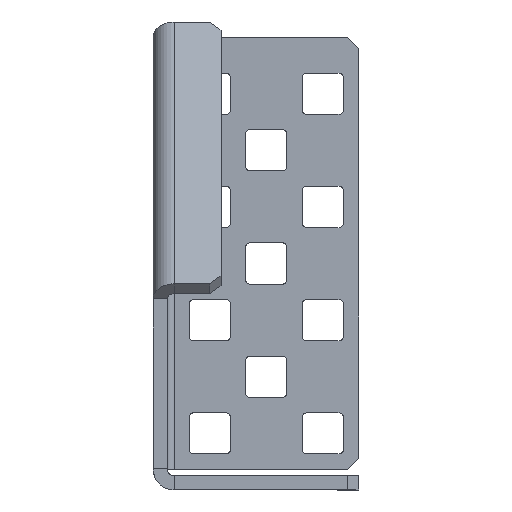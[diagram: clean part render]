
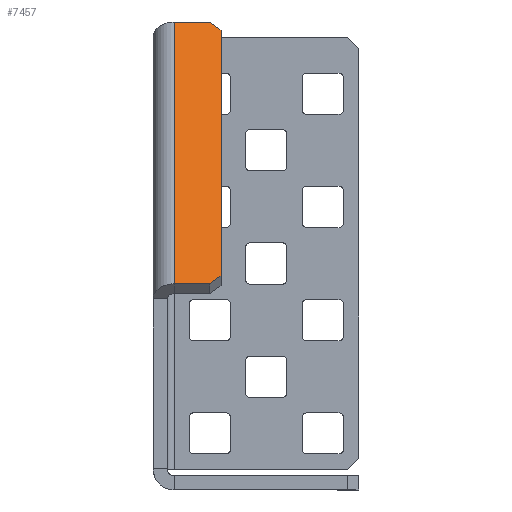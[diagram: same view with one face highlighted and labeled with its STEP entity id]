
A CAD part, left-side view. The second image highlights one B-rep face of the part: STEP entity #7457.
In plain terms, the highlighted planar face has unit normal (-0.707, 0, 0.707).
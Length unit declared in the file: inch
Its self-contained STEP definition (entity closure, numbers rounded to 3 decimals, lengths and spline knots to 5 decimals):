
#821=FACE_OUTER_BOUND('',#1288,.T.);
#1288=EDGE_LOOP('',(#5812,#5813,#5814,#5815,#5816,#5817));
#2038=LINE('',#12590,#2795);
#2042=LINE('',#12598,#2799);
#2043=LINE('',#12601,#2800);
#2046=LINE('',#12608,#2803);
#2047=LINE('',#12609,#2804);
#2048=LINE('',#12610,#2805);
#2795=VECTOR('',#9761,39.37008);
#2799=VECTOR('',#9769,39.37008);
#2800=VECTOR('',#9772,39.37008);
#2803=VECTOR('',#9777,39.37008);
#2804=VECTOR('',#9778,39.37008);
#2805=VECTOR('',#9779,39.37008);
#3878=VERTEX_POINT('',#12579);
#3880=VERTEX_POINT('',#12586);
#3882=VERTEX_POINT('',#12596);
#3883=VERTEX_POINT('',#12600);
#3885=VERTEX_POINT('',#12606);
#3886=VERTEX_POINT('',#12607);
#4642=EDGE_CURVE('',#3880,#3878,#2038,.T.);
#4646=EDGE_CURVE('',#3880,#3882,#2042,.T.);
#4647=EDGE_CURVE('',#3883,#3878,#2043,.T.);
#4650=EDGE_CURVE('',#3885,#3886,#2046,.T.);
#4651=EDGE_CURVE('',#3886,#3883,#2047,.T.);
#4652=EDGE_CURVE('',#3882,#3885,#2048,.T.);
#5812=ORIENTED_EDGE('',*,*,#4650,.T.);
#5813=ORIENTED_EDGE('',*,*,#4651,.T.);
#5814=ORIENTED_EDGE('',*,*,#4647,.T.);
#5815=ORIENTED_EDGE('',*,*,#4642,.F.);
#5816=ORIENTED_EDGE('',*,*,#4646,.T.);
#5817=ORIENTED_EDGE('',*,*,#4652,.T.);
#7248=PLANE('',#8208);
#7457=ADVANCED_FACE('',(#821),#7248,.F.);
#8208=AXIS2_PLACEMENT_3D('',#12605,#9775,#9776);
#9761=DIRECTION('',(0.707,0.,0.707));
#9769=DIRECTION('',(0.,-1.,0.));
#9772=DIRECTION('',(0.,1.,0.));
#9775=DIRECTION('center_axis',(0.707,0.,
-0.707));
#9776=DIRECTION('ref_axis',(-0.707,0.,-0.707));
#9777=DIRECTION('',(0.707,0.,0.707));
#9778=DIRECTION('',(0.5,0.707,0.5));
#9779=DIRECTION('',(0.5,-0.707,0.5));
#12579=CARTESIAN_POINT('',(-0.81647,-0.032,1.97247));
#12586=CARTESIAN_POINT('',(-1.97247,-0.032,0.81647));
#12590=CARTESIAN_POINT('',(-0.81647,-0.032,1.97247));
#12596=CARTESIAN_POINT('',(-1.97247,-0.188,0.81647));
#12598=CARTESIAN_POINT('',(-1.97247,0.,0.81647));
#12600=CARTESIAN_POINT('',(-0.81647,-0.188,1.97247));
#12601=CARTESIAN_POINT('',(-0.81647,0.,1.97247));
#12605=CARTESIAN_POINT('Origin',(-1.97247,0.,
0.81647));
#12606=CARTESIAN_POINT('',(-1.93711,-0.238,0.85182));
#12607=CARTESIAN_POINT('',(-0.85182,-0.238,1.93711));
#12608=CARTESIAN_POINT('',(-1.97247,-0.238,0.81647));
#12609=CARTESIAN_POINT('',(-0.81647,-0.188,1.97247));
#12610=CARTESIAN_POINT('',(-1.93711,-0.238,0.85182));
